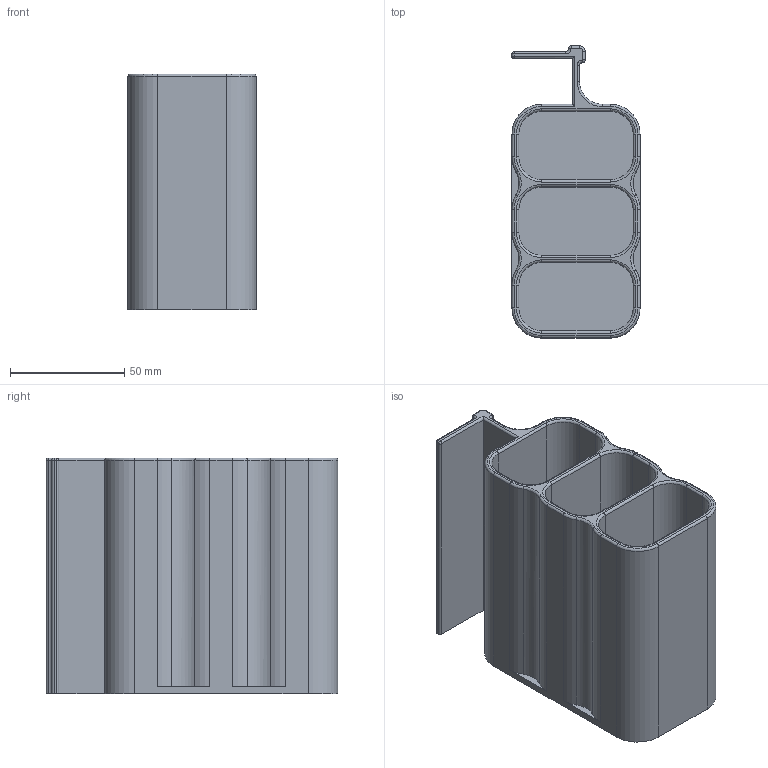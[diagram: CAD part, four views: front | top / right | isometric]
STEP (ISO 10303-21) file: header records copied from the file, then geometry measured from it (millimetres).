
FILE_DESCRIPTION(('FreeCAD Model'),'2;1');
FILE_NAME('Open CASCADE Shape Model','2024-11-04T18:02:13',(''),(''), 'Open CASCADE STEP processor 7.7','FreeCAD','Unknown');
FILE_SCHEMA(('AUTOMOTIVE_DESIGN { 1 0 10303 214 1 1 1 1 }'));
Length unit declared in the file: millimetre
Products named in the file (1): Body
Bounding box: 56 x 127.5 x 103 mm (x, y, z)
Volume: 155858.1 mm3; surface area: 95074.1 mm2
Topology: 1 solids, 1 shells, 133 faces, 320 edges, 190 vertices
Faces by surface type: cylinder 60, plane 33, torus 28, bspline 8, revolution 2, sphere 2
Entity records: 4138 total; most frequent: CARTESIAN_POINT 1010, DIRECTION 698, ORIENTED_EDGE 636, EDGE_CURVE 318, AXIS2_PLACEMENT_3D 278, VERTEX_POINT 190, CIRCLE 152, LINE 140
